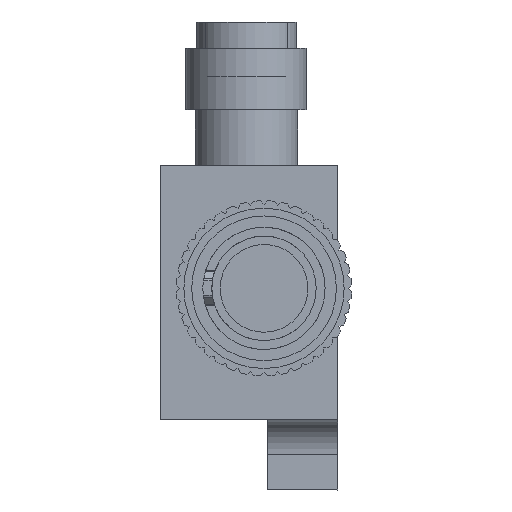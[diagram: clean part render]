
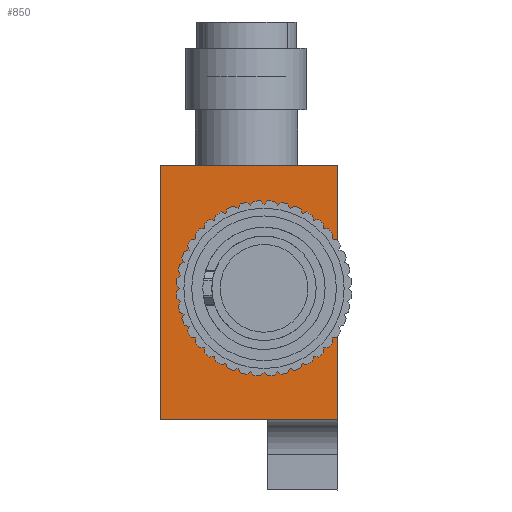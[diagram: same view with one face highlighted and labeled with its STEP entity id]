
A CAD part, left-side view. The second image highlights one B-rep face of the part: STEP entity #850.
In plain terms, the highlighted planar face has unit normal (-1, 0, 0).
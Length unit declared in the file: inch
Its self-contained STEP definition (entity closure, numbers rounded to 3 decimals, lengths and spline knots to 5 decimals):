
#111 = VERTEX_POINT ( 'NONE', #10759 ) ;
#160 = CARTESIAN_POINT ( 'NONE',  ( -1.7126, 0.57087, 0.19902 ) ) ;
#192 = DIRECTION ( 'NONE',  ( 0., 0., -1. ) ) ;
#408 = EDGE_CURVE ( 'NONE', #1845, #12748, #11057, .T. ) ;
#457 = FACE_BOUND ( 'NONE', #9061, .T. ) ;
#679 = ORIENTED_EDGE ( 'NONE', *, *, #2941, .T. ) ;
#844 = ORIENTED_EDGE ( 'NONE', *, *, #10525, .T. ) ;
#850 = ADVANCED_FACE ( 'NONE', ( #457, #3153 ), #11219, .F. ) ;
#1115 = AXIS2_PLACEMENT_3D ( 'NONE', #4307, #10840, #6432 ) ;
#1161 = AXIS2_PLACEMENT_3D ( 'NONE', #4991, #8101, #11267 ) ;
#1278 = DIRECTION ( 'NONE',  ( 1., 0., 0. ) ) ;
#1375 = CARTESIAN_POINT ( 'NONE',  ( -1.7126, 0.29528, 0.03366 ) ) ;
#1409 = CIRCLE ( 'NONE', #10932, 0.1378 ) ;
#1845 = VERTEX_POINT ( 'NONE', #11813 ) ;
#2050 = DIRECTION ( 'NONE',  ( 0., 0., 1. ) ) ;
#2941 = EDGE_CURVE ( 'NONE', #12231, #111, #1409, .T. ) ;
#3153 = FACE_OUTER_BOUND ( 'NONE', #11218, .T. ) ;
#3549 = DIRECTION ( 'NONE',  ( 0., 0., 1. ) ) ;
#3831 = CARTESIAN_POINT ( 'NONE',  ( -1.7126, 0.57087, -0.19902 ) ) ;
#4089 = EDGE_CURVE ( 'NONE', #4819, #11815, #12241, .T. ) ;
#4307 = CARTESIAN_POINT ( 'NONE',  ( -1.7126, 0.29528, 0.03366 ) ) ;
#4391 = CIRCLE ( 'NONE', #1115, 0.1378 ) ;
#4520 = VECTOR ( 'NONE', #8116, 39.37008 ) ;
#4819 = VERTEX_POINT ( 'NONE', #160 ) ;
#4991 = CARTESIAN_POINT ( 'NONE',  ( -1.7126, 0.57087, -0.19902 ) ) ;
#5120 = CARTESIAN_POINT ( 'NONE',  ( -1.7126, 0.29528, 0.17146 ) ) ;
#6160 = DIRECTION ( 'NONE',  ( 0., -1., 0. ) ) ;
#6262 = VECTOR ( 'NONE', #3549, 39.37008 ) ;
#6432 = DIRECTION ( 'NONE',  ( 0., 0., -1. ) ) ;
#6443 = LINE ( 'NONE', #10512, #9302 ) ;
#6500 = CARTESIAN_POINT ( 'NONE',  ( -1.7126, 0., -0.19902 ) ) ;
#6880 = VECTOR ( 'NONE', #6160, 39.37008 ) ;
#6940 = ORIENTED_EDGE ( 'NONE', *, *, #10777, .T. ) ;
#8101 = DIRECTION ( 'NONE',  ( 1., 0., 0. ) ) ;
#8116 = DIRECTION ( 'NONE',  ( 0., -1., 0. ) ) ;
#8233 = ORIENTED_EDGE ( 'NONE', *, *, #408, .T. ) ;
#8663 = ORIENTED_EDGE ( 'NONE', *, *, #10348, .F. ) ;
#9019 = CARTESIAN_POINT ( 'NONE',  ( -1.7126, 0.57087, 0.19902 ) ) ;
#9061 = EDGE_LOOP ( 'NONE', ( #6940, #679 ) ) ;
#9302 = VECTOR ( 'NONE', #2050, 39.37008 ) ;
#9878 = CARTESIAN_POINT ( 'NONE',  ( -1.7126, 0., -0.19902 ) ) ;
#10348 = EDGE_CURVE ( 'NONE', #1845, #4819, #6443, .T. ) ;
#10407 = CARTESIAN_POINT ( 'NONE',  ( -1.7126, 0., 0.19902 ) ) ;
#10512 = CARTESIAN_POINT ( 'NONE',  ( -1.7126, 0.57087, -0.19902 ) ) ;
#10525 = EDGE_CURVE ( 'NONE', #12748, #11815, #10642, .T. ) ;
#10642 = LINE ( 'NONE', #9878, #6262 ) ;
#10709 = ORIENTED_EDGE ( 'NONE', *, *, #4089, .F. ) ;
#10759 = CARTESIAN_POINT ( 'NONE',  ( -1.7126, 0.29528, -0.10413 ) ) ;
#10777 = EDGE_CURVE ( 'NONE', #111, #12231, #4391, .T. ) ;
#10840 = DIRECTION ( 'NONE',  ( 1., 0., 0. ) ) ;
#10932 = AXIS2_PLACEMENT_3D ( 'NONE', #1375, #1278, #192 ) ;
#11057 = LINE ( 'NONE', #3831, #4520 ) ;
#11218 = EDGE_LOOP ( 'NONE', ( #844, #10709, #8663, #8233 ) ) ;
#11219 = PLANE ( 'NONE',  #1161 ) ;
#11267 = DIRECTION ( 'NONE',  ( 0., 0., -1. ) ) ;
#11813 = CARTESIAN_POINT ( 'NONE',  ( -1.7126, 0.57087, -0.19902 ) ) ;
#11815 = VERTEX_POINT ( 'NONE', #10407 ) ;
#12231 = VERTEX_POINT ( 'NONE', #5120 ) ;
#12241 = LINE ( 'NONE', #9019, #6880 ) ;
#12748 = VERTEX_POINT ( 'NONE', #6500 ) ;
